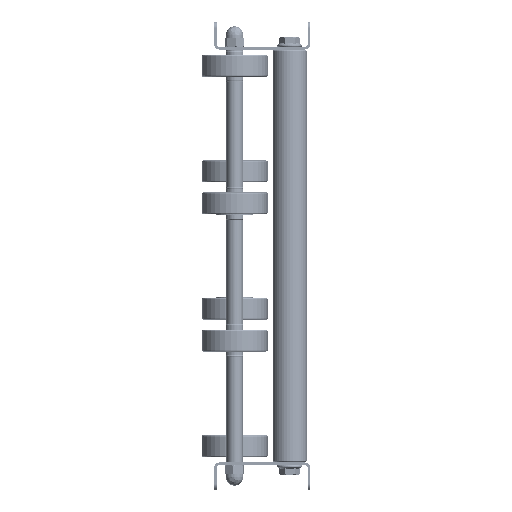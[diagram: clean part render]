
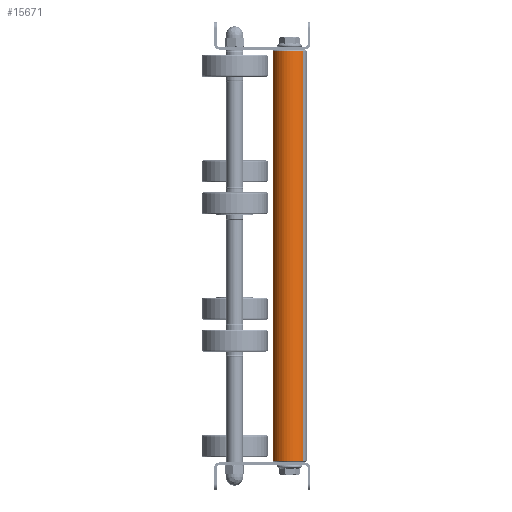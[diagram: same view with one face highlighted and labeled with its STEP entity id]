
A CAD part, left-side view. The second image highlights one B-rep face of the part: STEP entity #15671.
In plain terms, the highlighted cylindrical face has radius 12.5 mm (diameter 25 mm), a partial arc.
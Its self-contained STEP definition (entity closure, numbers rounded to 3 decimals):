
#886 = EDGE_LOOP ( 'NONE', ( #5181, #13216, #10572, #7666 ) ) ;
#903 = DIRECTION ( 'NONE',  ( -1., 0., 0. ) ) ;
#1805 = DIRECTION ( 'NONE',  ( 1., 0., 0. ) ) ;
#1976 = DIRECTION ( 'NONE',  ( 0., 0., -1. ) ) ;
#2683 = CIRCLE ( 'NONE', #13012, 12.5 ) ;
#2711 = CARTESIAN_POINT ( 'NONE',  ( 299., 0., -12.5 ) ) ;
#2753 = VERTEX_POINT ( 'NONE', #6653 ) ;
#3213 = DIRECTION ( 'NONE',  ( 0., 0., -1. ) ) ;
#5181 = ORIENTED_EDGE ( 'NONE', *, *, #7141, .F. ) ;
#5269 = DIRECTION ( 'NONE',  ( 0., 0., 1. ) ) ;
#6174 = VERTEX_POINT ( 'NONE', #7001 ) ;
#6653 = CARTESIAN_POINT ( 'NONE',  ( 1., 0., -12.5 ) ) ;
#6817 = CYLINDRICAL_SURFACE ( 'NONE', #9088, 12.5 ) ;
#6996 = AXIS2_PLACEMENT_3D ( 'NONE', #15850, #1805, #3213 ) ;
#7001 = CARTESIAN_POINT ( 'NONE',  ( 299., 0., 12.5 ) ) ;
#7141 = EDGE_CURVE ( 'NONE', #11193, #2753, #9148, .T. ) ;
#7666 = ORIENTED_EDGE ( 'NONE', *, *, #14867, .T. ) ;
#7696 = VECTOR ( 'NONE', #903, 1000. ) ;
#8205 = CARTESIAN_POINT ( 'NONE',  ( 300., 0., 0. ) ) ;
#8974 = VECTOR ( 'NONE', #14218, 1000. ) ;
#9088 = AXIS2_PLACEMENT_3D ( 'NONE', #8205, #14935, #5269 ) ;
#9133 = EDGE_CURVE ( 'NONE', #11193, #6174, #2683, .T. ) ;
#9148 = LINE ( 'NONE', #17467, #7696 ) ;
#9880 = CARTESIAN_POINT ( 'NONE',  ( 300., 0., 12.5 ) ) ;
#10018 = DIRECTION ( 'NONE',  ( -1., 0., 0. ) ) ;
#10534 = CARTESIAN_POINT ( 'NONE',  ( 1., 0., 12.5 ) ) ;
#10572 = ORIENTED_EDGE ( 'NONE', *, *, #18103, .T. ) ;
#11193 = VERTEX_POINT ( 'NONE', #2711 ) ;
#12590 = CIRCLE ( 'NONE', #6996, 12.5 ) ;
#13012 = AXIS2_PLACEMENT_3D ( 'NONE', #15653, #10018, #1976 ) ;
#13216 = ORIENTED_EDGE ( 'NONE', *, *, #9133, .T. ) ;
#14218 = DIRECTION ( 'NONE',  ( -1., 0., 0. ) ) ;
#14867 = EDGE_CURVE ( 'NONE', #15267, #2753, #12590, .T. ) ;
#14935 = DIRECTION ( 'NONE',  ( -1., 0., 0. ) ) ;
#15267 = VERTEX_POINT ( 'NONE', #10534 ) ;
#15653 = CARTESIAN_POINT ( 'NONE',  ( 299., 0., 0. ) ) ;
#15671 = ADVANCED_FACE ( 'NONE', ( #17908 ), #6817, .T. ) ;
#15850 = CARTESIAN_POINT ( 'NONE',  ( 1., 0., 0. ) ) ;
#17176 = LINE ( 'NONE', #9880, #8974 ) ;
#17467 = CARTESIAN_POINT ( 'NONE',  ( 300., 0., -12.5 ) ) ;
#17908 = FACE_OUTER_BOUND ( 'NONE', #886, .T. ) ;
#18103 = EDGE_CURVE ( 'NONE', #6174, #15267, #17176, .T. ) ;
